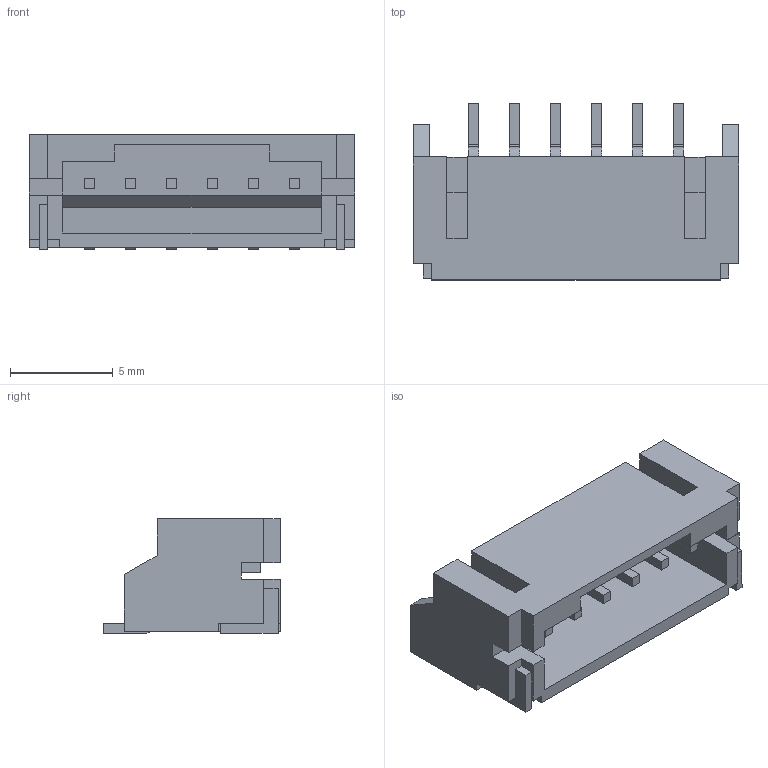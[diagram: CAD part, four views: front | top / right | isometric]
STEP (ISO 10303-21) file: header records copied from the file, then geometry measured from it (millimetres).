
FILE_DESCRIPTION( ( 'Unknown' ), '1' );
FILE_NAME( 'JST_PH_S6B-PH-SM4-TB_1x06-1MP_P2.00mm_Horizontal.step', 'Unknown', ( 'Unknown' ), ( 'Unknown' ), 'PSStep 15.0.49', 'Unknown', ' ' );
FILE_SCHEMA( ( 'AUTOMOTIVE_DESIGN { 1 0 10303 214 1 1 1 1 }' ) );
Length unit declared in the file: millimetre
Products named in the file (1): S6B-PH-SM4
Bounding box: 15.9 x 8.6 x 5.6 mm (x, y, z)
Volume: 297.7 mm3; surface area: 721.3 mm2
Topology: 1 solids, 1 shells, 146 faces, 404 edges, 268 vertices
Faces by surface type: plane 128, cylinder 18
Entity records: 5784 total; most frequent: CARTESIAN_POINT 819, ORIENTED_EDGE 808, DIRECTION 734, EDGE_CURVE 404, LINE 368, VECTOR 368, VERTEX_POINT 268, AXIS2_PLACEMENT_3D 183
